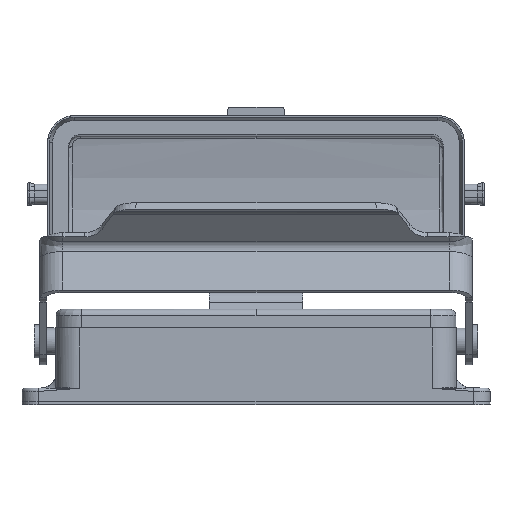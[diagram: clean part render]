
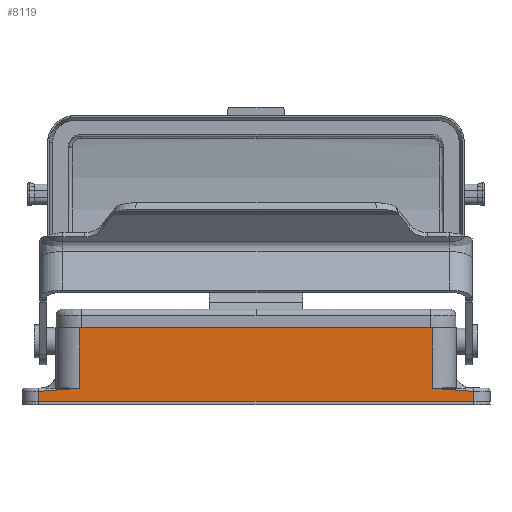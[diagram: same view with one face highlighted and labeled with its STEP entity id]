
A CAD part, front view. The second image highlights one B-rep face of the part: STEP entity #8119.
In plain terms, the highlighted planar face has unit normal (0, -1, 0).
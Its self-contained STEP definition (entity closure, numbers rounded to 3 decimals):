
#5269=PLANE('',#18360);
#5701=LINE('',#24140,#6732);
#6040=LINE('',#26597,#7071);
#6041=LINE('',#26599,#7072);
#6042=LINE('',#26600,#7073);
#6043=LINE('',#26602,#7074);
#6044=LINE('',#26604,#7075);
#6732=VECTOR('',#19793,1.);
#7071=VECTOR('',#20648,1.);
#7072=VECTOR('',#20649,1.);
#7073=VECTOR('',#20650,1.);
#7074=VECTOR('',#20651,1.);
#7075=VECTOR('',#20652,1.);
#8119=ADVANCED_FACE('',(#8967),#5269,.T.);
#8967=FACE_OUTER_BOUND('',#9753,.T.);
#9753=EDGE_LOOP('',(#12678,#12679,#12680,#12681,#12682,#12683,#12684,#12685,
#12686,#12687));
#12678=ORIENTED_EDGE('',*,*,#16704,.F.);
#12679=ORIENTED_EDGE('',*,*,#16705,.F.);
#12680=ORIENTED_EDGE('',*,*,#16706,.F.);
#12681=ORIENTED_EDGE('',*,*,#16119,.F.);
#12682=ORIENTED_EDGE('',*,*,#16124,.T.);
#12683=ORIENTED_EDGE('',*,*,#16696,.T.);
#12684=ORIENTED_EDGE('',*,*,#16707,.F.);
#12685=ORIENTED_EDGE('',*,*,#16708,.F.);
#12686=ORIENTED_EDGE('',*,*,#16709,.F.);
#12687=ORIENTED_EDGE('',*,*,#16710,.T.);
#14719=VERTEX_POINT('',#24139);
#14720=VERTEX_POINT('',#24141);
#14723=VERTEX_POINT('',#24192);
#15102=VERTEX_POINT('',#26517);
#15105=VERTEX_POINT('',#26595);
#15106=VERTEX_POINT('',#26596);
#15107=VERTEX_POINT('',#26598);
#15108=VERTEX_POINT('',#26601);
#15109=VERTEX_POINT('',#26603);
#15110=VERTEX_POINT('',#26605);
#16119=EDGE_CURVE('',#14719,#14720,#5701,.T.);
#16124=EDGE_CURVE('',#14719,#14723,#17541,.T.);
#16696=EDGE_CURVE('',#14723,#15102,#17582,.T.);
#16704=EDGE_CURVE('',#15105,#15106,#17587,.T.);
#16705=EDGE_CURVE('',#15107,#15105,#6040,.T.);
#16706=EDGE_CURVE('',#14720,#15107,#6041,.T.);
#16707=EDGE_CURVE('',#15108,#15102,#6042,.T.);
#16708=EDGE_CURVE('',#15109,#15108,#6043,.T.);
#16709=EDGE_CURVE('',#15110,#15109,#6044,.T.);
#16710=EDGE_CURVE('',#15110,#15106,#17588,.T.);
#17541=B_SPLINE_CURVE_WITH_KNOTS('',3,(#24193,#24194,#24195,#24196,#24197,
#24198,#24199,#24200),.UNSPECIFIED.,.F.,.F.,(4,2,1,1,4),(0.,0.859,
0.931,0.98,1.),.UNSPECIFIED.);
#17582=B_SPLINE_CURVE_WITH_KNOTS('',3,(#26518,#26519,#26520,#26521),
 .UNSPECIFIED.,.F.,.F.,(4,4),(0.,1.),.UNSPECIFIED.);
#17587=B_SPLINE_CURVE_WITH_KNOTS('',3,(#26587,#26588,#26589,#26590,#26591,
#26592,#26593,#26594),.UNSPECIFIED.,.F.,.F.,(4,2,1,1,4),(0.,0.859,
0.931,0.98,1.),.UNSPECIFIED.);
#17588=B_SPLINE_CURVE_WITH_KNOTS('',3,(#26606,#26607,#26608,#26609),
 .UNSPECIFIED.,.F.,.F.,(4,4),(0.,1.),.UNSPECIFIED.);
#18360=AXIS2_PLACEMENT_3D('',#26610,#20653,#20654);
#19793=DIRECTION('',(0.,0.,-1.));
#20648=DIRECTION('',(0.,0.,1.));
#20649=DIRECTION('',(-1.,0.,0.));
#20650=DIRECTION('',(1.,0.,0.));
#20651=DIRECTION('',(1.,0.,0.));
#20652=DIRECTION('',(1.,0.,0.));
#20653=DIRECTION('',(0.,-1.,0.));
#20654=DIRECTION('',(0.,0.,1.));
#24139=CARTESIAN_POINT('',(65.,-21.4,3.));
#24140=CARTESIAN_POINT('',(65.,-21.4,3.));
#24141=CARTESIAN_POINT('',(65.,-21.4,0.));
#24192=CARTESIAN_POINT('',(52.9,-21.4,3.945));
#24193=CARTESIAN_POINT('',(65.,-21.4,3.));
#24194=CARTESIAN_POINT('',(61.506,-21.4,3.));
#24195=CARTESIAN_POINT('',(58.012,-21.4,3.239));
#24196=CARTESIAN_POINT('',(54.292,-21.4,3.739));
#24197=CARTESIAN_POINT('',(53.809,-21.4,3.807));
#24198=CARTESIAN_POINT('',(53.25,-21.4,3.89));
#24199=CARTESIAN_POINT('',(52.978,-21.4,3.932));
#24200=CARTESIAN_POINT('',(52.9,-21.4,3.945));
#26517=CARTESIAN_POINT('',(52.9,-21.4,22.));
#26518=CARTESIAN_POINT('',(52.9,-21.4,3.945));
#26519=CARTESIAN_POINT('',(52.9,-21.4,9.963));
#26520=CARTESIAN_POINT('',(52.9,-21.4,15.982));
#26521=CARTESIAN_POINT('',(52.9,-21.4,22.));
#26587=CARTESIAN_POINT('',(-65.,-21.4,3.));
#26588=CARTESIAN_POINT('',(-61.506,-21.4,3.));
#26589=CARTESIAN_POINT('',(-58.012,-21.4,3.239));
#26590=CARTESIAN_POINT('',(-54.292,-21.4,3.739));
#26591=CARTESIAN_POINT('',(-53.809,-21.4,3.807));
#26592=CARTESIAN_POINT('',(-53.25,-21.4,3.89));
#26593=CARTESIAN_POINT('',(-52.978,-21.4,3.932));
#26594=CARTESIAN_POINT('',(-52.9,-21.4,3.945));
#26595=CARTESIAN_POINT('',(-65.,-21.4,3.));
#26596=CARTESIAN_POINT('',(-52.9,-21.4,3.945));
#26597=CARTESIAN_POINT('',(-65.,-21.4,0.));
#26598=CARTESIAN_POINT('',(-65.,-21.4,0.));
#26599=CARTESIAN_POINT('',(65.,-21.4,0.));
#26600=CARTESIAN_POINT('',(-52.9,-21.4,22.));
#26601=CARTESIAN_POINT('',(52.3,-21.4,22.));
#26602=CARTESIAN_POINT('',(-52.9,-21.4,22.));
#26603=CARTESIAN_POINT('',(-52.3,-21.4,22.));
#26604=CARTESIAN_POINT('',(-52.9,-21.4,22.));
#26605=CARTESIAN_POINT('',(-52.9,-21.4,22.));
#26606=CARTESIAN_POINT('',(-52.9,-21.4,22.));
#26607=CARTESIAN_POINT('',(-52.9,-21.4,15.982));
#26608=CARTESIAN_POINT('',(-52.9,-21.4,9.963));
#26609=CARTESIAN_POINT('',(-52.9,-21.4,3.945));
#26610=CARTESIAN_POINT('',(70.3,-21.4,-0.85));
